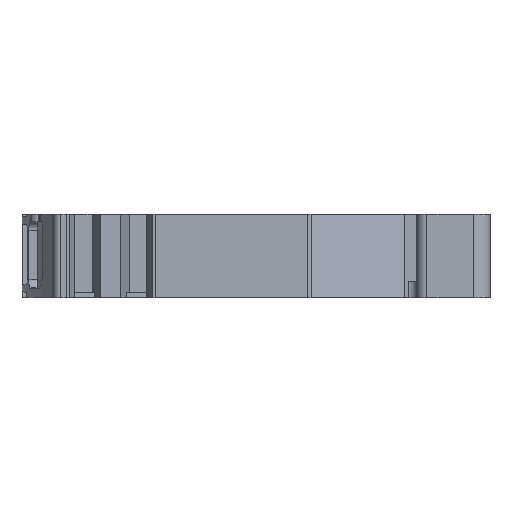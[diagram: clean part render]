
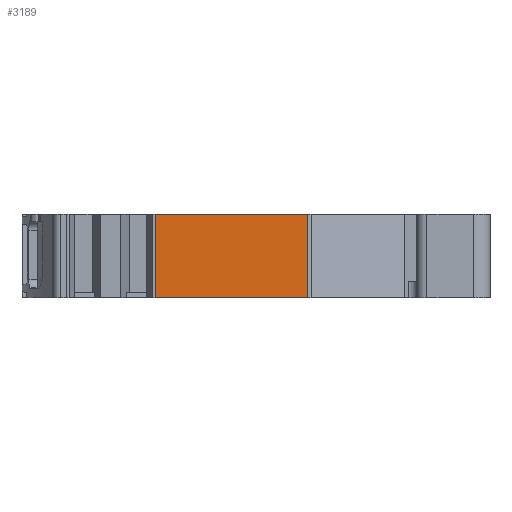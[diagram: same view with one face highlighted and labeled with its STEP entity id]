
A CAD part, left-side view. The second image highlights one B-rep face of the part: STEP entity #3189.
In plain terms, the highlighted planar face has unit normal (-1, 0, 0).
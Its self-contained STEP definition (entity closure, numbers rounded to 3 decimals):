
#101 = VERTEX_POINT ( 'NONE', #1562 ) ;
#127 = CARTESIAN_POINT ( 'NONE',  ( -16.5, -10.77, 5. ) ) ;
#135 = VECTOR ( 'NONE', #2254, 1000. ) ;
#187 = DIRECTION ( 'NONE',  ( 1., 0., 0. ) ) ;
#560 = CARTESIAN_POINT ( 'NONE',  ( -16.5, -10.77, 0. ) ) ;
#775 = VECTOR ( 'NONE', #3040, 1000. ) ;
#822 = ORIENTED_EDGE ( 'NONE', *, *, #5426, .T. ) ;
#1174 = LINE ( 'NONE', #4694, #775 ) ;
#1345 = EDGE_LOOP ( 'NONE', ( #2185, #1657, #822, #2194 ) ) ;
#1562 = CARTESIAN_POINT ( 'NONE',  ( -16.5, -1.638, 5. ) ) ;
#1567 = CARTESIAN_POINT ( 'NONE',  ( -16.5, -10.77, 5. ) ) ;
#1589 = AXIS2_PLACEMENT_3D ( 'NONE', #1758, #187, #6144 ) ;
#1657 = ORIENTED_EDGE ( 'NONE', *, *, #5765, .F. ) ;
#1758 = CARTESIAN_POINT ( 'NONE',  ( -16.5, 4.024, 5. ) ) ;
#2045 = DIRECTION ( 'NONE',  ( 0., 0., 1. ) ) ;
#2185 = ORIENTED_EDGE ( 'NONE', *, *, #5346, .F. ) ;
#2194 = ORIENTED_EDGE ( 'NONE', *, *, #6534, .F. ) ;
#2254 = DIRECTION ( 'NONE',  ( 0., -1., 0. ) ) ;
#2298 = LINE ( 'NONE', #6323, #135 ) ;
#3040 = DIRECTION ( 'NONE',  ( 0., -1., 0. ) ) ;
#3189 = ADVANCED_FACE ( 'NONE', ( #4734 ), #3311, .F. ) ;
#3311 = PLANE ( 'NONE',  #1589 ) ;
#3409 = VERTEX_POINT ( 'NONE', #560 ) ;
#3975 = VERTEX_POINT ( 'NONE', #1567 ) ;
#4293 = LINE ( 'NONE', #4367, #4700 ) ;
#4367 = CARTESIAN_POINT ( 'NONE',  ( -16.5, -1.638, -0.118 ) ) ;
#4479 = DIRECTION ( 'NONE',  ( 0., 0., -1. ) ) ;
#4694 = CARTESIAN_POINT ( 'NONE',  ( -16.5, 4.024, 0. ) ) ;
#4700 = VECTOR ( 'NONE', #2045, 1000. ) ;
#4734 = FACE_OUTER_BOUND ( 'NONE', #1345, .T. ) ;
#5346 = EDGE_CURVE ( 'NONE', #101, #3975, #2298, .T. ) ;
#5426 = EDGE_CURVE ( 'NONE', #6206, #3409, #1174, .T. ) ;
#5765 = EDGE_CURVE ( 'NONE', #6206, #101, #4293, .T. ) ;
#5937 = VECTOR ( 'NONE', #4479, 1000. ) ;
#5994 = CARTESIAN_POINT ( 'NONE',  ( -16.5, -1.638, 0. ) ) ;
#6027 = LINE ( 'NONE', #127, #5937 ) ;
#6144 = DIRECTION ( 'NONE',  ( 0., 1., 0. ) ) ;
#6206 = VERTEX_POINT ( 'NONE', #5994 ) ;
#6323 = CARTESIAN_POINT ( 'NONE',  ( -16.5, 4.024, 5. ) ) ;
#6534 = EDGE_CURVE ( 'NONE', #3975, #3409, #6027, .T. ) ;
